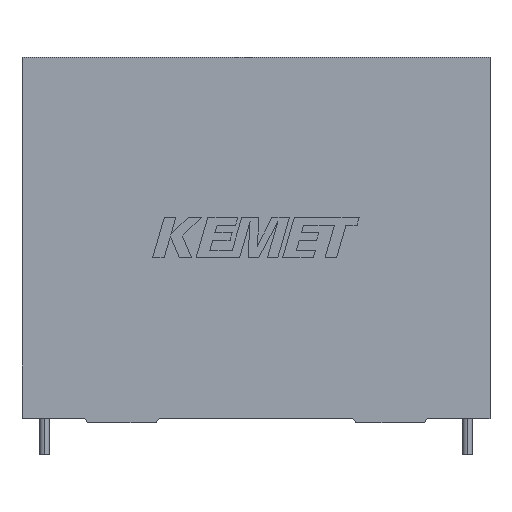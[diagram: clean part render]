
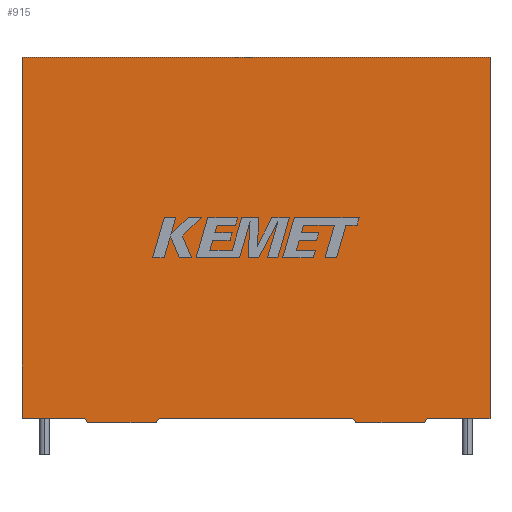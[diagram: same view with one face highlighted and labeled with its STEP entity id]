
A CAD part, top view. The second image highlights one B-rep face of the part: STEP entity #915.
In plain terms, the highlighted planar face has unit normal (0, 0, 1).
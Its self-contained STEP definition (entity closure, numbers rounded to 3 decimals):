
#6 = DIRECTION ( 'NONE',  ( 0.573, 0.819, 0. ) ) ;
#33 = EDGE_CURVE ( 'NONE', #1442, #2126, #2724, .T. ) ;
#43 = DIRECTION ( 'NONE',  ( -0.573, -0.819, 0. ) ) ;
#87 = VECTOR ( 'NONE', #6, 1000. ) ;
#125 = EDGE_CURVE ( 'NONE', #672, #1442, #743, .T. ) ;
#133 = ORIENTED_EDGE ( 'NONE', *, *, #2208, .T. ) ;
#224 = CARTESIAN_POINT ( 'NONE',  ( 17.012, 0., 30.5 ) ) ;
#242 = CARTESIAN_POINT ( 'NONE',  ( 0., 0., 30.5 ) ) ;
#278 = CARTESIAN_POINT ( 'NONE',  ( 0., 0., 30.5 ) ) ;
#420 = ORIENTED_EDGE ( 'NONE', *, *, #2872, .T. ) ;
#446 = CARTESIAN_POINT ( 'NONE',  ( 41.438, -0.5, 30.5 ) ) ;
#451 = LINE ( 'NONE', #278, #695 ) ;
#479 = CARTESIAN_POINT ( 'NONE',  ( 7.8, 0., 30.5 ) ) ;
#552 = DIRECTION ( 'NONE',  ( 1., 0., 0. ) ) ;
#557 = ORIENTED_EDGE ( 'NONE', *, *, #125, .T. ) ;
#610 = DIRECTION ( 'NONE',  ( 1., 0., 0. ) ) ;
#615 = CARTESIAN_POINT ( 'NONE',  ( 0., 0., 30.5 ) ) ;
#618 = DIRECTION ( 'NONE',  ( 0., 0., -1. ) ) ;
#622 = CARTESIAN_POINT ( 'NONE',  ( 8.15, -0.5, 30.5 ) ) ;
#672 = VERTEX_POINT ( 'NONE', #3138 ) ;
#676 = VERTEX_POINT ( 'NONE', #622 ) ;
#695 = VECTOR ( 'NONE', #825, 1000. ) ;
#726 = CARTESIAN_POINT ( 'NONE',  ( 49.95, -0.5, 30.5 ) ) ;
#743 = LINE ( 'NONE', #2693, #1300 ) ;
#759 = FACE_OUTER_BOUND ( 'NONE', #2582, .T. ) ;
#802 = VERTEX_POINT ( 'NONE', #446 ) ;
#825 = DIRECTION ( 'NONE',  ( 1., 0., 0. ) ) ;
#856 = DIRECTION ( 'NONE',  ( -1., 0., 0. ) ) ;
#883 = LINE ( 'NONE', #2686, #2086 ) ;
#884 = DIRECTION ( 'NONE',  ( 1., 0., 0. ) ) ;
#915 = ADVANCED_FACE ( 'NONE', ( #759 ), #1364, .F. ) ;
#918 = LINE ( 'NONE', #2339, #1922 ) ;
#936 = VERTEX_POINT ( 'NONE', #3198 ) ;
#960 = VERTEX_POINT ( 'NONE', #2535 ) ;
#992 = DIRECTION ( 'NONE',  ( -1., 0., 0. ) ) ;
#998 = LINE ( 'NONE', #1327, #2160 ) ;
#1013 = ORIENTED_EDGE ( 'NONE', *, *, #1789, .F. ) ;
#1017 = AXIS2_PLACEMENT_3D ( 'NONE', #1908, #618, #856 ) ;
#1197 = ORIENTED_EDGE ( 'NONE', *, *, #2935, .T. ) ;
#1212 = EDGE_CURVE ( 'NONE', #1393, #1396, #2643, .T. ) ;
#1237 = LINE ( 'NONE', #726, #3208 ) ;
#1266 = LINE ( 'NONE', #2861, #2949 ) ;
#1300 = VECTOR ( 'NONE', #1652, 1000. ) ;
#1327 = CARTESIAN_POINT ( 'NONE',  ( 41.438, -0.5, 30.5 ) ) ;
#1358 = ORIENTED_EDGE ( 'NONE', *, *, #1497, .F. ) ;
#1364 = PLANE ( 'NONE',  #1017 ) ;
#1393 = VERTEX_POINT ( 'NONE', #3225 ) ;
#1396 = VERTEX_POINT ( 'NONE', #2489 ) ;
#1421 = VECTOR ( 'NONE', #2676, 1000. ) ;
#1442 = VERTEX_POINT ( 'NONE', #2970 ) ;
#1497 = EDGE_CURVE ( 'NONE', #2738, #802, #1237, .T. ) ;
#1515 = VERTEX_POINT ( 'NONE', #224 ) ;
#1652 = DIRECTION ( 'NONE',  ( -1., 0., 0. ) ) ;
#1657 = LINE ( 'NONE', #1816, #3224 ) ;
#1671 = ORIENTED_EDGE ( 'NONE', *, *, #2228, .F. ) ;
#1789 = EDGE_CURVE ( 'NONE', #1393, #2738, #883, .T. ) ;
#1810 = CARTESIAN_POINT ( 'NONE',  ( 49.95, -0.5, 30.5 ) ) ;
#1816 = CARTESIAN_POINT ( 'NONE',  ( 7.8, 0., 30.5 ) ) ;
#1908 = CARTESIAN_POINT ( 'NONE',  ( 0., 0., 30.5 ) ) ;
#1922 = VECTOR ( 'NONE', #2364, 1000. ) ;
#2086 = VECTOR ( 'NONE', #43, 1000. ) ;
#2091 = VERTEX_POINT ( 'NONE', #479 ) ;
#2098 = CARTESIAN_POINT ( 'NONE',  ( 8.15, -0.5, 30.5 ) ) ;
#2126 = VERTEX_POINT ( 'NONE', #242 ) ;
#2160 = VECTOR ( 'NONE', #2832, 1000. ) ;
#2208 = EDGE_CURVE ( 'NONE', #1396, #672, #918, .T. ) ;
#2228 = EDGE_CURVE ( 'NONE', #802, #960, #998, .T. ) ;
#2275 = CARTESIAN_POINT ( 'NONE',  ( 16.662, -0.5, 30.5 ) ) ;
#2313 = EDGE_CURVE ( 'NONE', #2126, #2091, #1266, .T. ) ;
#2339 = CARTESIAN_POINT ( 'NONE',  ( 58.1, 0., 30.5 ) ) ;
#2355 = DIRECTION ( 'NONE',  ( 0.573, -0.819, 0. ) ) ;
#2364 = DIRECTION ( 'NONE',  ( 0., 1., 0. ) ) ;
#2397 = VECTOR ( 'NONE', #884, 1000. ) ;
#2489 = CARTESIAN_POINT ( 'NONE',  ( 58.1, 0., 30.5 ) ) ;
#2535 = CARTESIAN_POINT ( 'NONE',  ( 41.088, 0., 30.5 ) ) ;
#2582 = EDGE_LOOP ( 'NONE', ( #3164, #2658, #420, #1197, #3319, #2915, #1671, #1358, #1013, #3334, #133, #557 ) ) ;
#2643 = LINE ( 'NONE', #2906, #2397 ) ;
#2658 = ORIENTED_EDGE ( 'NONE', *, *, #2313, .T. ) ;
#2676 = DIRECTION ( 'NONE',  ( 0., -1., 0. ) ) ;
#2686 = CARTESIAN_POINT ( 'NONE',  ( 50.3, 0., 30.5 ) ) ;
#2693 = CARTESIAN_POINT ( 'NONE',  ( 0., 44.8, 30.5 ) ) ;
#2715 = VECTOR ( 'NONE', #552, 1000. ) ;
#2724 = LINE ( 'NONE', #615, #1421 ) ;
#2738 = VERTEX_POINT ( 'NONE', #1810 ) ;
#2832 = DIRECTION ( 'NONE',  ( -0.573, 0.819, 0. ) ) ;
#2861 = CARTESIAN_POINT ( 'NONE',  ( 0., 0., 30.5 ) ) ;
#2872 = EDGE_CURVE ( 'NONE', #2091, #676, #1657, .T. ) ;
#2893 = EDGE_CURVE ( 'NONE', #1515, #960, #451, .T. ) ;
#2906 = CARTESIAN_POINT ( 'NONE',  ( 0., 0., 30.5 ) ) ;
#2915 = ORIENTED_EDGE ( 'NONE', *, *, #2893, .T. ) ;
#2935 = EDGE_CURVE ( 'NONE', #676, #936, #3018, .T. ) ;
#2949 = VECTOR ( 'NONE', #610, 1000. ) ;
#2970 = CARTESIAN_POINT ( 'NONE',  ( 0., 44.8, 30.5 ) ) ;
#3018 = LINE ( 'NONE', #2098, #2715 ) ;
#3138 = CARTESIAN_POINT ( 'NONE',  ( 58.1, 44.8, 30.5 ) ) ;
#3146 = EDGE_CURVE ( 'NONE', #936, #1515, #3229, .T. ) ;
#3164 = ORIENTED_EDGE ( 'NONE', *, *, #33, .T. ) ;
#3198 = CARTESIAN_POINT ( 'NONE',  ( 16.662, -0.5, 30.5 ) ) ;
#3208 = VECTOR ( 'NONE', #992, 1000. ) ;
#3224 = VECTOR ( 'NONE', #2355, 1000. ) ;
#3225 = CARTESIAN_POINT ( 'NONE',  ( 50.3, 0., 30.5 ) ) ;
#3229 = LINE ( 'NONE', #2275, #87 ) ;
#3319 = ORIENTED_EDGE ( 'NONE', *, *, #3146, .T. ) ;
#3334 = ORIENTED_EDGE ( 'NONE', *, *, #1212, .T. ) ;
